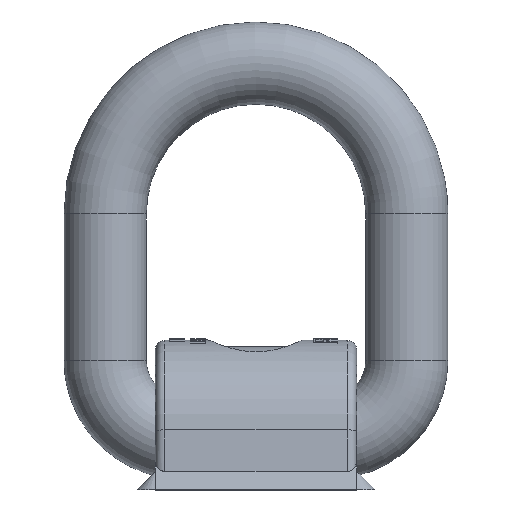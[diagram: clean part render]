
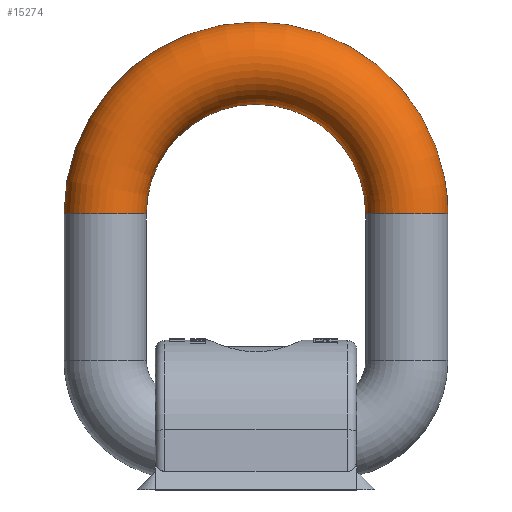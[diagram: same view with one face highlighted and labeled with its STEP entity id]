
A CAD part, top view. The second image highlights one B-rep face of the part: STEP entity #15274.
In plain terms, the highlighted toroidal (fillet/blend) face has major radius 24.75 mm and minor radius 6.75 mm.
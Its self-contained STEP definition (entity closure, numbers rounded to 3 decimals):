
#15014=CARTESIAN_POINT('',(-24.75,45.25,0.));
#15015=DIRECTION('',(0.,1.,0.));
#15016=DIRECTION('',(-1.,0.,0.));
#15017=AXIS2_PLACEMENT_3D('',#15014,#15015,#15016);
#15032=CARTESIAN_POINT('',(24.75,45.25,0.));
#15033=DIRECTION('',(0.,-1.,0.));
#15034=DIRECTION('',(1.,0.,0.));
#15035=AXIS2_PLACEMENT_3D('',#15032,#15033,#15034);
#15037=CARTESIAN_POINT('',(18.,45.25,0.));
#15038=CARTESIAN_POINT('',(18.,46.242,0.));
#15039=CARTESIAN_POINT('',(17.836,48.226,
0.));
#15040=CARTESIAN_POINT('',(17.102,51.121,
0.));
#15041=CARTESIAN_POINT('',(15.903,53.856,
0.));
#15042=CARTESIAN_POINT('',(14.269,56.356,
0.));
#15043=CARTESIAN_POINT('',(12.247,58.554,
0.));
#15044=CARTESIAN_POINT('',(9.89,60.388,
0.));
#15045=CARTESIAN_POINT('',(7.264,61.809,
0.));
#15046=CARTESIAN_POINT('',(4.439,62.779,
0.));
#15047=CARTESIAN_POINT('',(1.493,63.27,
0.));
#15048=CARTESIAN_POINT('',(-1.493,63.27,
0.));
#15049=CARTESIAN_POINT('',(-4.439,62.779,
0.));
#15050=CARTESIAN_POINT('',(-7.264,61.809,
0.));
#15051=CARTESIAN_POINT('',(-9.89,60.388,
0.));
#15052=CARTESIAN_POINT('',(-12.247,58.554,
0.));
#15053=CARTESIAN_POINT('',(-14.269,56.356,
0.));
#15054=CARTESIAN_POINT('',(-15.903,53.856,
0.));
#15055=CARTESIAN_POINT('',(-17.102,51.121,
0.));
#15056=CARTESIAN_POINT('',(-17.836,48.226,
0.));
#15057=CARTESIAN_POINT('',(-18.,46.242,0.));
#15058=CARTESIAN_POINT('',(-18.,45.25,0.));
#15060=CARTESIAN_POINT('',(-31.5,45.25,0.));
#15061=CARTESIAN_POINT('',(-31.5,46.749,0.));
#15062=CARTESIAN_POINT('',(-31.286,49.748,
0.));
#15063=CARTESIAN_POINT('',(-30.327,54.155,
0.));
#15064=CARTESIAN_POINT('',(-28.751,58.38,
0.));
#15065=CARTESIAN_POINT('',(-26.59,62.338,0.));
#15066=CARTESIAN_POINT('',(-23.887,65.948,0.));
#15067=CARTESIAN_POINT('',(-20.698,69.137,0.));
#15068=CARTESIAN_POINT('',(-17.088,71.84,0.));
#15069=CARTESIAN_POINT('',(-13.13,74.001,0.));
#15070=CARTESIAN_POINT('',(-8.905,75.577,0.));
#15071=CARTESIAN_POINT('',(-4.498,76.536,0.));
#15072=CARTESIAN_POINT('',(0.,76.857,0.));
#15073=CARTESIAN_POINT('',(4.498,76.536,0.));
#15074=CARTESIAN_POINT('',(8.905,75.577,0.));
#15075=CARTESIAN_POINT('',(13.13,74.001,0.));
#15076=CARTESIAN_POINT('',(17.088,71.84,0.));
#15077=CARTESIAN_POINT('',(20.698,69.137,0.));
#15078=CARTESIAN_POINT('',(23.887,65.948,0.));
#15079=CARTESIAN_POINT('',(26.59,62.338,0.));
#15080=CARTESIAN_POINT('',(28.751,58.38,
0.));
#15081=CARTESIAN_POINT('',(30.327,54.155,
0.));
#15082=CARTESIAN_POINT('',(31.286,49.748,
0.));
#15083=CARTESIAN_POINT('',(31.5,46.749,0.));
#15084=CARTESIAN_POINT('',(31.5,45.25,0.));
#15099=CARTESIAN_POINT('',(-18.,45.25,0.));
#15101=VERTEX_POINT('',#15099);
#15104=CARTESIAN_POINT('',(-31.5,45.25,0.));
#15106=VERTEX_POINT('',#15104);
#15107=VERTEX_POINT('',#15037);
#15108=VERTEX_POINT('',#15084);
#15262=CARTESIAN_POINT('',(0.,45.25,0.));
#15263=DIRECTION('',(0.,0.,1.));
#15264=DIRECTION('',(-1.,0.,0.));
#15265=AXIS2_PLACEMENT_3D('',#15262,#15263,#15264);
#15266=TOROIDAL_SURFACE('',#15265,24.75,6.75);
#15268=ORIENTED_EDGE('',*,*,#15267,.T.);
#15269=ORIENTED_EDGE('',*,*,#15175,.T.);
#15270=ORIENTED_EDGE('',*,*,#15254,.F.);
#15271=ORIENTED_EDGE('',*,*,#15172,.T.);
#15272=EDGE_LOOP('',(#15268,#15269,#15270,#15271));
#15273=FACE_OUTER_BOUND('',#15272,.F.);
#15274=ADVANCED_FACE('',(#15273),#15266,.T.);
#15018=CIRCLE('',#15017,6.75);
#15036=CIRCLE('',#15035,6.75);
#15059=B_SPLINE_CURVE_WITH_KNOTS('',3,(#15037,#15038,#15039,#15040,#15041,
#15042,#15043,#15044,#15045,#15046,#15047,#15048,#15049,#15050,#15051,#15052,
#15053,#15054,#15055,#15056,#15057,#15058),.UNSPECIFIED.,.F.,.F.,(4,1,1,1,1,1,1,
1,1,1,1,1,1,1,1,1,1,1,1,4),(0.,0.053,0.105,
0.158,0.211,0.263,0.316,
0.368,0.421,0.474,0.526,
0.579,0.632,0.684,0.737,
0.789,0.842,0.895,0.947,1.),
.UNSPECIFIED.);
#15085=B_SPLINE_CURVE_WITH_KNOTS('',3,(#15060,#15061,#15062,#15063,#15064,
#15065,#15066,#15067,#15068,#15069,#15070,#15071,#15072,#15073,#15074,#15075,
#15076,#15077,#15078,#15079,#15080,#15081,#15082,#15083,#15084),.UNSPECIFIED.,
.F.,.F.,(4,1,1,1,1,1,1,1,1,1,1,1,1,1,1,1,1,1,1,1,1,1,4),(0.,0.045,
0.091,0.136,0.182,0.227,
0.273,0.318,0.364,0.409,
0.455,0.5,0.545,0.591,0.636,
0.682,0.727,0.773,0.818,
0.864,0.909,0.955,1.),.UNSPECIFIED.);
#15172=EDGE_CURVE('',#15106,#15108,#15085,.T.);
#15175=EDGE_CURVE('',#15107,#15101,#15059,.T.);
#15254=EDGE_CURVE('',#15106,#15101,#15018,.T.);
#15267=EDGE_CURVE('',#15108,#15107,#15036,.T.);
